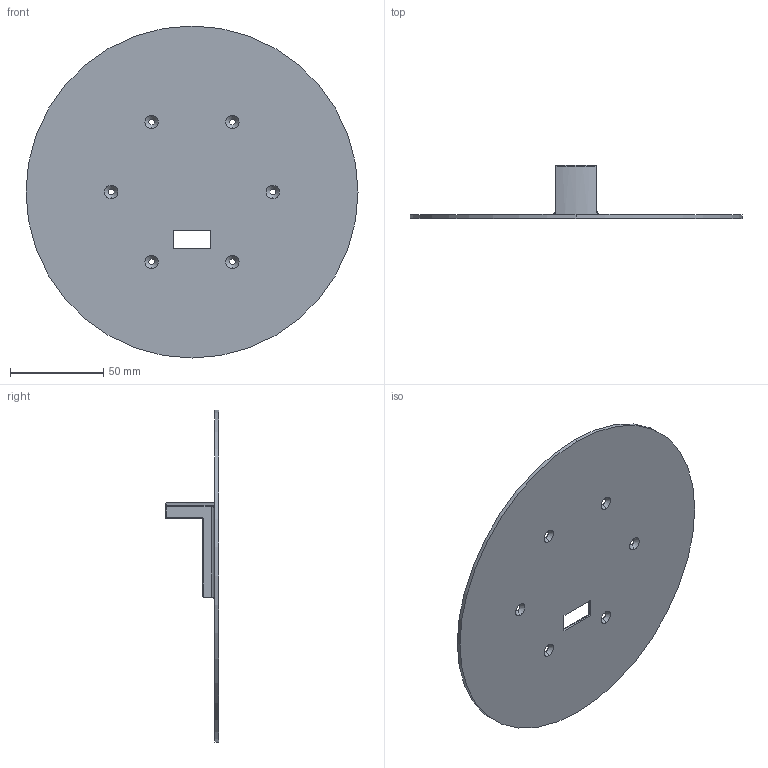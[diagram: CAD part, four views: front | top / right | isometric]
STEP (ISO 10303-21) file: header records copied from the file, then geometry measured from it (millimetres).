
FILE_DESCRIPTION (( 'STEP AP214' ), '1' );
FILE_NAME ('base.STEP', '2024-04-07T20:20:23', ( '' ), ( '' ), 'SwSTEP 2.0', 'SolidWorks 2023', '' );
FILE_SCHEMA (( 'AUTOMOTIVE_DESIGN' ));
Length unit declared in the file: millimetre
Products named in the file (1): base
Bounding box: 178 x 28.5 x 178 mm (x, y, z)
Volume: 54137.7 mm3; surface area: 53717.2 mm2
Topology: 1 solids, 1 shells, 104 faces, 255 edges, 157 vertices
Faces by surface type: plane 47, cylinder 33, cone 12, torus 6, sphere 4, bspline 2
Entity records: 3218 total; most frequent: CARTESIAN_POINT 721, DIRECTION 522, ORIENTED_EDGE 502, EDGE_CURVE 251, AXIS2_PLACEMENT_3D 184, VERTEX_POINT 157, LINE 154, VECTOR 154
